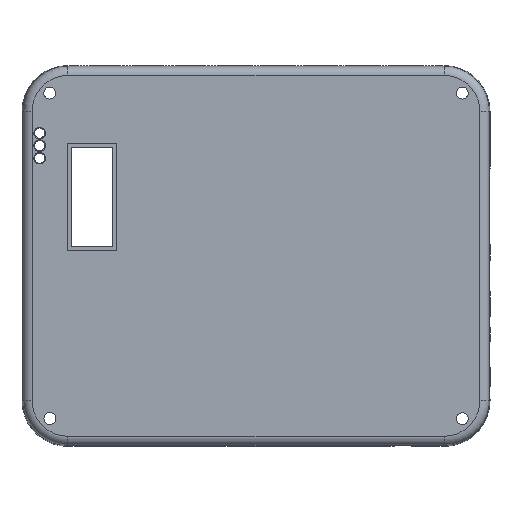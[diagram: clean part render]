
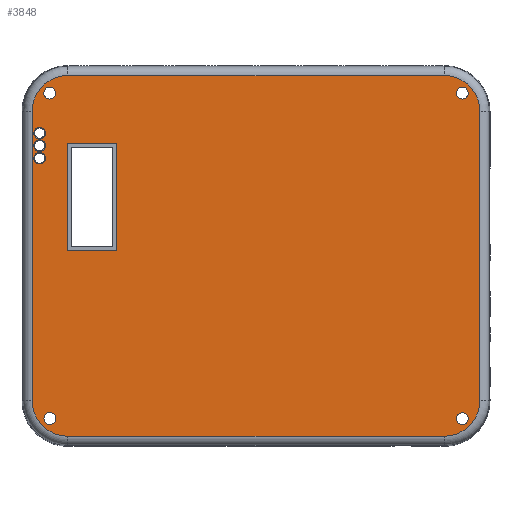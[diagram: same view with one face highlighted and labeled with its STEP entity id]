
A CAD part, top view. The second image highlights one B-rep face of the part: STEP entity #3848.
In plain terms, the highlighted planar face has unit normal (0, 0, 1).
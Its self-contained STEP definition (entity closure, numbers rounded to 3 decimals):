
#38=FACE_BOUND('',#563,.T.);
#39=FACE_BOUND('',#564,.T.);
#40=FACE_BOUND('',#565,.T.);
#41=FACE_BOUND('',#566,.T.);
#42=FACE_BOUND('',#567,.T.);
#43=FACE_BOUND('',#568,.T.);
#44=FACE_BOUND('',#569,.T.);
#45=FACE_BOUND('',#570,.T.);
#194=PLANE('',#4138);
#354=FACE_OUTER_BOUND('',#562,.T.);
#562=EDGE_LOOP('',(#3084,#3085,#3086,#3087,#3088,#3089,#3090,#3091));
#563=EDGE_LOOP('',(#3092));
#564=EDGE_LOOP('',(#3093));
#565=EDGE_LOOP('',(#3094));
#566=EDGE_LOOP('',(#3095,#3096,#3097,#3098));
#567=EDGE_LOOP('',(#3099));
#568=EDGE_LOOP('',(#3100));
#569=EDGE_LOOP('',(#3101));
#570=EDGE_LOOP('',(#3102));
#689=CIRCLE('',#4002,1.7);
#692=CIRCLE('',#4007,1.7);
#695=CIRCLE('',#4012,1.7);
#706=CIRCLE('',#4046,1.75);
#707=CIRCLE('',#4048,1.75);
#708=CIRCLE('',#4050,1.75);
#709=CIRCLE('',#4052,1.75);
#714=CIRCLE('',#4063,10.558);
#724=CIRCLE('',#4136,10.558);
#726=CIRCLE('',#4139,10.558);
#727=CIRCLE('',#4140,10.558);
#907=LINE('',#5921,#1308);
#911=LINE('',#5929,#1312);
#914=LINE('',#5935,#1315);
#917=LINE('',#5940,#1318);
#919=LINE('',#5946,#1320);
#927=LINE('',#5969,#1328);
#1011=LINE('',#6203,#1412);
#1012=LINE('',#6207,#1413);
#1308=VECTOR('',#4624,10.);
#1312=VECTOR('',#4630,10.);
#1315=VECTOR('',#4635,10.);
#1318=VECTOR('',#4640,10.);
#1320=VECTOR('',#4646,1000.);
#1328=VECTOR('',#4668,1000.);
#1412=VECTOR('',#4894,1000.);
#1413=VECTOR('',#4897,1000.);
#1720=VERTEX_POINT('',#5776);
#1723=VERTEX_POINT('',#5785);
#1726=VERTEX_POINT('',#5794);
#1759=VERTEX_POINT('',#5899);
#1760=VERTEX_POINT('',#5903);
#1761=VERTEX_POINT('',#5907);
#1762=VERTEX_POINT('',#5911);
#1765=VERTEX_POINT('',#5919);
#1766=VERTEX_POINT('',#5920);
#1769=VERTEX_POINT('',#5928);
#1771=VERTEX_POINT('',#5934);
#1773=VERTEX_POINT('',#5943);
#1774=VERTEX_POINT('',#5945);
#1775=VERTEX_POINT('',#5949);
#1782=VERTEX_POINT('',#5968);
#1860=VERTEX_POINT('',#6197);
#1861=VERTEX_POINT('',#6202);
#1862=VERTEX_POINT('',#6204);
#1863=VERTEX_POINT('',#6206);
#2116=EDGE_CURVE('',#1720,#1720,#689,.T.);
#2120=EDGE_CURVE('',#1723,#1723,#692,.T.);
#2124=EDGE_CURVE('',#1726,#1726,#695,.T.);
#2177=EDGE_CURVE('',#1759,#1759,#706,.T.);
#2179=EDGE_CURVE('',#1760,#1760,#707,.T.);
#2181=EDGE_CURVE('',#1761,#1761,#708,.T.);
#2183=EDGE_CURVE('',#1762,#1762,#709,.T.);
#2187=EDGE_CURVE('',#1765,#1766,#907,.T.);
#2191=EDGE_CURVE('',#1769,#1765,#911,.T.);
#2194=EDGE_CURVE('',#1771,#1769,#914,.T.);
#2197=EDGE_CURVE('',#1766,#1771,#917,.T.);
#2200=EDGE_CURVE('',#1773,#1774,#919,.T.);
#2202=EDGE_CURVE('',#1774,#1775,#714,.T.);
#2211=EDGE_CURVE('',#1775,#1782,#927,.T.);
#2320=EDGE_CURVE('',#1860,#1773,#724,.T.);
#2322=EDGE_CURVE('',#1861,#1860,#1011,.T.);
#2323=EDGE_CURVE('',#1862,#1861,#726,.T.);
#2324=EDGE_CURVE('',#1863,#1862,#1012,.T.);
#2325=EDGE_CURVE('',#1782,#1863,#727,.T.);
#3084=ORIENTED_EDGE('',*,*,#2211,.F.);
#3085=ORIENTED_EDGE('',*,*,#2202,.F.);
#3086=ORIENTED_EDGE('',*,*,#2200,.F.);
#3087=ORIENTED_EDGE('',*,*,#2320,.F.);
#3088=ORIENTED_EDGE('',*,*,#2322,.F.);
#3089=ORIENTED_EDGE('',*,*,#2323,.F.);
#3090=ORIENTED_EDGE('',*,*,#2324,.F.);
#3091=ORIENTED_EDGE('',*,*,#2325,.F.);
#3092=ORIENTED_EDGE('',*,*,#2116,.T.);
#3093=ORIENTED_EDGE('',*,*,#2120,.T.);
#3094=ORIENTED_EDGE('',*,*,#2124,.T.);
#3095=ORIENTED_EDGE('',*,*,#2197,.T.);
#3096=ORIENTED_EDGE('',*,*,#2194,.T.);
#3097=ORIENTED_EDGE('',*,*,#2191,.T.);
#3098=ORIENTED_EDGE('',*,*,#2187,.T.);
#3099=ORIENTED_EDGE('',*,*,#2183,.T.);
#3100=ORIENTED_EDGE('',*,*,#2181,.T.);
#3101=ORIENTED_EDGE('',*,*,#2179,.T.);
#3102=ORIENTED_EDGE('',*,*,#2177,.T.);
#3848=ADVANCED_FACE('',(#354,#38,#39,#40,#41,#42,#43,#44,#45),#194,.T.);
#4002=AXIS2_PLACEMENT_3D('',#5777,#4472,#4473);
#4007=AXIS2_PLACEMENT_3D('',#5786,#4483,#4484);
#4012=AXIS2_PLACEMENT_3D('',#5795,#4494,#4495);
#4046=AXIS2_PLACEMENT_3D('',#5900,#4600,#4601);
#4048=AXIS2_PLACEMENT_3D('',#5904,#4605,#4606);
#4050=AXIS2_PLACEMENT_3D('',#5908,#4610,#4611);
#4052=AXIS2_PLACEMENT_3D('',#5912,#4615,#4616);
#4063=AXIS2_PLACEMENT_3D('',#5950,#4651,#4652);
#4136=AXIS2_PLACEMENT_3D('',#6199,#4888,#4889);
#4138=AXIS2_PLACEMENT_3D('',#6201,#4892,#4893);
#4139=AXIS2_PLACEMENT_3D('',#6205,#4895,#4896);
#4140=AXIS2_PLACEMENT_3D('',#6208,#4898,#4899);
#4472=DIRECTION('center_axis',(0.,0.,
-1.));
#4473=DIRECTION('ref_axis',(-1.,0.,0.));
#4483=DIRECTION('center_axis',(0.,0.,
-1.));
#4484=DIRECTION('ref_axis',(-1.,0.,0.));
#4494=DIRECTION('center_axis',(0.,0.,
-1.));
#4495=DIRECTION('ref_axis',(-1.,0.,0.));
#4600=DIRECTION('center_axis',(0.,0.,
-1.));
#4601=DIRECTION('ref_axis',(0.,1.,0.));
#4605=DIRECTION('center_axis',(0.,0.,
-1.));
#4606=DIRECTION('ref_axis',(0.,1.,0.));
#4610=DIRECTION('center_axis',(0.,0.,
-1.));
#4611=DIRECTION('ref_axis',(0.,1.,0.));
#4615=DIRECTION('center_axis',(0.,0.,
-1.));
#4616=DIRECTION('ref_axis',(0.,1.,0.));
#4624=DIRECTION('',(-1.,0.,0.));
#4630=DIRECTION('',(0.,-1.,0.));
#4635=DIRECTION('',(1.,0.,0.));
#4640=DIRECTION('',(0.,1.,0.));
#4646=DIRECTION('',(0.,-1.,0.));
#4651=DIRECTION('center_axis',(0.,0.,
-1.));
#4652=DIRECTION('ref_axis',(0.707,-0.707,0.));
#4668=DIRECTION('',(-1.,0.,0.));
#4888=DIRECTION('center_axis',(0.,0.,
-1.));
#4889=DIRECTION('ref_axis',(0.707,0.707,0.));
#4892=DIRECTION('center_axis',(0.,0.,
1.));
#4893=DIRECTION('ref_axis',(1.,0.,0.));
#4894=DIRECTION('',(1.,0.,0.));
#4895=DIRECTION('center_axis',(0.,0.,
-1.));
#4896=DIRECTION('ref_axis',(-0.707,0.707,0.));
#4897=DIRECTION('',(0.,1.,0.));
#4898=DIRECTION('center_axis',(0.,0.,
-1.));
#4899=DIRECTION('ref_axis',(-0.707,-0.707,0.));
#5776=CARTESIAN_POINT('',(3.678,81.684,20.4));
#5777=CARTESIAN_POINT('Origin',(1.978,81.684,20.4));
#5785=CARTESIAN_POINT('',(3.678,85.384,20.4));
#5786=CARTESIAN_POINT('Origin',(1.978,85.384,20.4));
#5794=CARTESIAN_POINT('',(3.678,89.084,20.4));
#5795=CARTESIAN_POINT('Origin',(1.978,89.084,20.4));
#5899=CARTESIAN_POINT('',(126.49,99.1,20.4));
#5900=CARTESIAN_POINT('Origin',(126.49,100.85,20.4));
#5903=CARTESIAN_POINT('',(126.49,3.2,20.4));
#5904=CARTESIAN_POINT('Origin',(126.49,4.95,20.4));
#5907=CARTESIAN_POINT('',(5.,3.25,20.4));
#5908=CARTESIAN_POINT('Origin',(5.,5.,20.4));
#5911=CARTESIAN_POINT('',(4.95,99.1,20.4));
#5912=CARTESIAN_POINT('Origin',(4.95,100.85,20.4));
#5919=CARTESIAN_POINT('',(24.769,54.392,20.4));
#5920=CARTESIAN_POINT('',(10.069,54.392,20.4));
#5921=CARTESIAN_POINT('',(45.246,54.392,20.4));
#5928=CARTESIAN_POINT('',(24.769,85.992,20.4));
#5929=CARTESIAN_POINT('',(24.769,71.444,20.4));
#5934=CARTESIAN_POINT('',(10.069,85.992,20.4));
#5935=CARTESIAN_POINT('',(37.646,85.992,20.4));
#5940=CARTESIAN_POINT('',(10.069,51.144,20.4));
#5943=CARTESIAN_POINT('',(131.682,95.47,20.4));
#5945=CARTESIAN_POINT('',(131.682,10.32,20.4));
#5946=CARTESIAN_POINT('',(131.682,42.172,20.4));
#5949=CARTESIAN_POINT('',(121.125,-0.237,20.4));
#5950=CARTESIAN_POINT('Origin',(121.125,10.32,20.4));
#5968=CARTESIAN_POINT('',(10.32,-0.237,20.4));
#5969=CARTESIAN_POINT('',(51.792,-0.237,20.4));
#6197=CARTESIAN_POINT('',(121.125,106.028,20.4));
#6199=CARTESIAN_POINT('Origin',(121.125,95.47,20.4));
#6201=CARTESIAN_POINT('Origin',(65.723,52.895,20.4));
#6202=CARTESIAN_POINT('',(10.32,106.028,20.4));
#6203=CARTESIAN_POINT('',(79.653,106.028,20.4));
#6204=CARTESIAN_POINT('',(-0.237,95.47,20.4));
#6205=CARTESIAN_POINT('Origin',(10.32,95.47,20.4));
#6206=CARTESIAN_POINT('',(-0.237,10.32,20.4));
#6207=CARTESIAN_POINT('',(-0.237,63.619,20.4));
#6208=CARTESIAN_POINT('Origin',(10.32,10.32,20.4));
